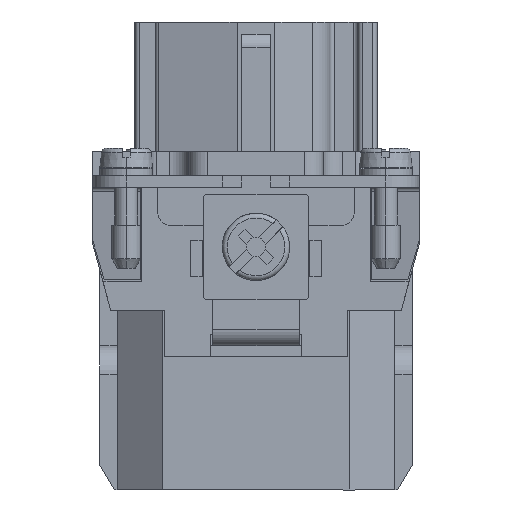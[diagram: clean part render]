
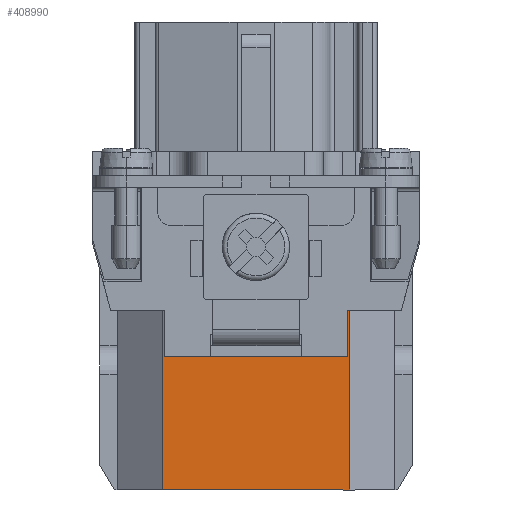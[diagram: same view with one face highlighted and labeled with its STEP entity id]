
A CAD part, left-side view. The second image highlights one B-rep face of the part: STEP entity #408990.
In plain terms, the highlighted face is planar.
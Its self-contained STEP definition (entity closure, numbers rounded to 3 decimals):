
#59410=CARTESIAN_POINT('',(88.746,0.,-5.2));
#59420=DIRECTION('',(0.,-1.,0.));
#59430=VECTOR('',#59420,1.);
#59440=LINE('',#59410,#59430);
#59450=CARTESIAN_POINT('',(88.746,39.084,-5.2));
#59460=VERTEX_POINT('',#59450);
#59470=CARTESIAN_POINT('',(88.746,38.834,-5.2));
#59480=VERTEX_POINT('',#59470);
#59490=EDGE_CURVE('',#59460,#59480,#59440,.T.);
#75640=CARTESIAN_POINT('',(88.746,39.084,13.7))
;
#75650=VERTEX_POINT('',#75640);
#75680=CARTESIAN_POINT('',(88.746,0.,13.7));
#75690=DIRECTION('',(0.,1.,0.));
#75700=VECTOR('',#75690,1.);
#75710=LINE('',#75680,#75700);
#75720=CARTESIAN_POINT('',(88.746,40.829,
13.7));
#75730=VERTEX_POINT('',#75720);
#75740=EDGE_CURVE('',#75650,#75730,#75710,.T.);
#75960=CARTESIAN_POINT('',(88.746,56.338,
13.7));
#75970=VERTEX_POINT('',#75960);
#76000=CARTESIAN_POINT('',(88.746,58.084,13.7))
;
#76010=VERTEX_POINT('',#76000);
#76020=EDGE_CURVE('',#75970,#76010,#75710,.T.);
#124450=CARTESIAN_POINT('',(88.746,58.084,0.));
#124460=DIRECTION('',(0.,0.,1.));
#124470=VECTOR('',#124460,1.);
#124480=LINE('',#124450,#124470);
#124490=CARTESIAN_POINT('',(88.746,58.084,-5.2));
#124500=VERTEX_POINT('',#124490);
#124510=EDGE_CURVE('',#124500,#76010,#124480,.T.);
#321700=CARTESIAN_POINT('',(88.746,0.,-5.2));
#321710=DIRECTION('',(0.,1.,0.));
#321720=VECTOR('',#321710,1.);
#321730=LINE('',#321700,#321720);
#321740=CARTESIAN_POINT('',(88.746,58.334,-5.2));
#321750=VERTEX_POINT('',#321740);
#321760=EDGE_CURVE('',#124500,#321750,#321730,.T.);
#329960=CARTESIAN_POINT('',(88.746,38.834,
27.6));
#329970=VERTEX_POINT('',#329960);
#332980=CARTESIAN_POINT('',(88.746,58.334,
27.6));
#332990=VERTEX_POINT('',#332980);
#333020=CARTESIAN_POINT('',(88.746,33.507,
27.6));
#333030=DIRECTION('',(0.,1.,0.));
#333040=VECTOR('',#333030,1.);
#333050=LINE('',#333020,#333040);
#333060=EDGE_CURVE('',#329970,#332990,#333050,.T.);
#348180=CARTESIAN_POINT('',(88.746,39.084,0.));
#348190=DIRECTION('',(0.,0.,1.));
#348200=VECTOR('',#348190,1.);
#348210=LINE('',#348180,#348200);
#348220=EDGE_CURVE('',#59460,#75650,#348210,.T.);
#348840=CARTESIAN_POINT('',(88.746,40.829,-5.1));
#348850=VERTEX_POINT('',#348840);
#348900=CARTESIAN_POINT('',(88.746,40.829,0.));
#348910=DIRECTION('',(0.,0.,-1.));
#348920=VECTOR('',#348910,1.);
#348930=LINE('',#348900,#348920);
#348940=EDGE_CURVE('',#75730,#348850,#348930,.T.);
#349150=CARTESIAN_POINT('',(88.746,56.338,-5.1));
#349160=VERTEX_POINT('',#349150);
#349190=CARTESIAN_POINT('',(88.746,56.338,0.));
#349200=DIRECTION('',(0.,0.,-1.));
#349210=VECTOR('',#349200,1.);
#349220=LINE('',#349190,#349210);
#349230=EDGE_CURVE('',#75970,#349160,#349220,.T.);
#366960=CARTESIAN_POINT('',(88.746,58.334,0.));
#366970=DIRECTION('',(0.,0.,-1.));
#366980=VECTOR('',#366970,1.);
#366990=LINE('',#366960,#366980);
#367000=EDGE_CURVE('',#332990,#321750,#366990,.T.);
#373370=CARTESIAN_POINT('',(88.746,0.,-5.1));
#373380=DIRECTION('',(0.,1.,0.));
#373390=VECTOR('',#373380,1.);
#373400=LINE('',#373370,#373390);
#373410=EDGE_CURVE('',#348850,#349160,#373400,.T.);
#382190=CARTESIAN_POINT('',(88.746,38.834,0.));
#382200=DIRECTION('',(0.,0.,-1.));
#382210=VECTOR('',#382200,1.);
#382220=LINE('',#382190,#382210);
#382230=EDGE_CURVE('',#329970,#59480,#382220,.T.);
#408800=CARTESIAN_POINT('',(88.746,0.,24.6));
#408810=DIRECTION('',(1.,0.,0.));
#408820=DIRECTION('',(0.,0.,-1.));
#408830=AXIS2_PLACEMENT_3D('',#408800,#408810,#408820);
#408840=PLANE('',#408830);
#408850=ORIENTED_EDGE('',*,*,#382230,.T.);
#408860=ORIENTED_EDGE('',*,*,#333060,.F.);
#408870=ORIENTED_EDGE('',*,*,#367000,.F.);
#408880=ORIENTED_EDGE('',*,*,#321760,.T.);
#408890=ORIENTED_EDGE('',*,*,#124510,.F.);
#408900=ORIENTED_EDGE('',*,*,#76020,.T.);
#408910=ORIENTED_EDGE('',*,*,#349230,.F.);
#408920=ORIENTED_EDGE('',*,*,#373410,.T.);
#408930=ORIENTED_EDGE('',*,*,#348940,.T.);
#408940=ORIENTED_EDGE('',*,*,#75740,.T.);
#408950=ORIENTED_EDGE('',*,*,#348220,.T.);
#408960=ORIENTED_EDGE('',*,*,#59490,.F.);
#408970=EDGE_LOOP('',(#408960,#408950,#408940,#408930,#408920,#408910,
#408900,#408890,#408880,#408870,#408860,#408850));
#408980=FACE_OUTER_BOUND('',#408970,.T.);
#408990=ADVANCED_FACE('',(#408980),#408840,.T.);
